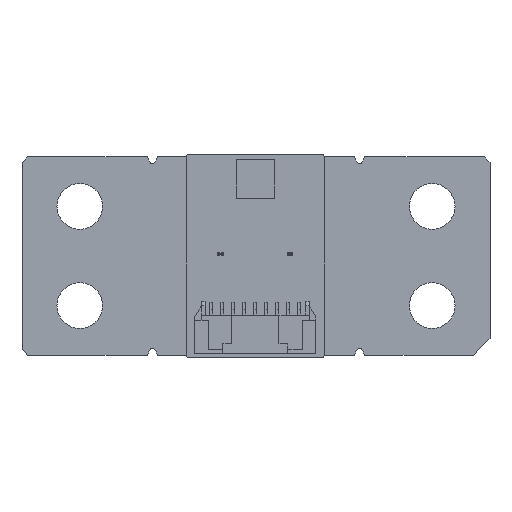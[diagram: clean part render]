
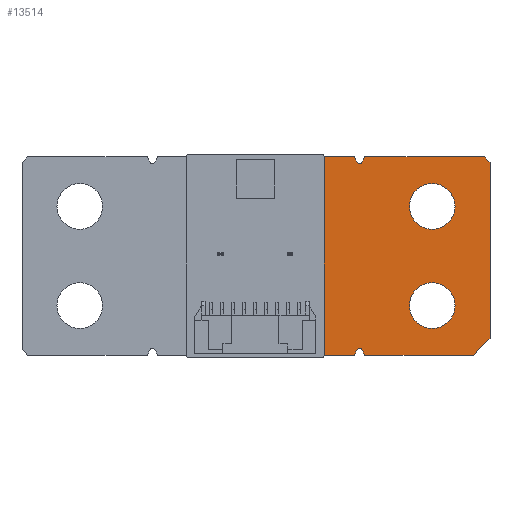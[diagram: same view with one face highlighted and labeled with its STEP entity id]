
A CAD part, top view. The second image highlights one B-rep face of the part: STEP entity #13514.
In plain terms, the highlighted face is planar.
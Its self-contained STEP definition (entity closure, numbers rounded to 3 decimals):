
#41 = DIRECTION ( 'NONE',  ( 0., -1., 0. ) ) ;
#341 = DIRECTION ( 'NONE',  ( 0., -1., 0. ) ) ;
#499 = VECTOR ( 'NONE', #15675, 1000. ) ;
#528 = CARTESIAN_POINT ( 'NONE',  ( 18.361, 3., -35.061 ) ) ;
#670 = CARTESIAN_POINT ( 'NONE',  ( 19.749, 3., 0. ) ) ;
#705 = CARTESIAN_POINT ( 'NONE',  ( 32., 3., -27. ) ) ;
#743 = CARTESIAN_POINT ( 'NONE',  ( 32., 3., -22.85 ) ) ;
#974 = VERTEX_POINT ( 'NONE', #743 ) ;
#1085 = CARTESIAN_POINT ( 'NONE',  ( 42.5, 3., -3. ) ) ;
#1291 = ORIENTED_EDGE ( 'NONE', *, *, #2878, .T. ) ;
#1599 = ORIENTED_EDGE ( 'NONE', *, *, #20178, .F. ) ;
#1634 = EDGE_LOOP ( 'NONE', ( #8170 ) ) ;
#1718 = AXIS2_PLACEMENT_3D ( 'NONE', #5042, #341, #3463 ) ;
#2114 = CARTESIAN_POINT ( 'NONE',  ( 18.361, 3., -0.939 ) ) ;
#2150 = DIRECTION ( 'NONE',  ( -0.477, 0., -0.879 ) ) ;
#2318 = EDGE_CURVE ( 'NONE', #16863, #12867, #9826, .T. ) ;
#2617 = ORIENTED_EDGE ( 'NONE', *, *, #19760, .F. ) ;
#2722 = CARTESIAN_POINT ( 'NONE',  ( 42.5, 3., 0. ) ) ;
#2859 = EDGE_CURVE ( 'NONE', #17503, #20751, #4184, .T. ) ;
#2878 = EDGE_CURVE ( 'NONE', #12836, #17518, #12538, .T. ) ;
#3013 = DIRECTION ( 'NONE',  ( 0., 0., 1. ) ) ;
#3144 = DIRECTION ( 'NONE',  ( 0.477, 0., 0.879 ) ) ;
#3304 = DIRECTION ( 'NONE',  ( -1., 0., 0. ) ) ;
#3463 = DIRECTION ( 'NONE',  ( 0., 0., -1. ) ) ;
#3495 = CARTESIAN_POINT ( 'NONE',  ( 41.5, 3., -36. ) ) ;
#3551 = CIRCLE ( 'NONE', #10356, 4.15 ) ;
#3635 = CARTESIAN_POINT ( 'NONE',  ( 19.239, 3., -35.061 ) ) ;
#3879 = DIRECTION ( 'NONE',  ( -0.707, 0., 0.707 ) ) ;
#3954 = ORIENTED_EDGE ( 'NONE', *, *, #16796, .F. ) ;
#4025 = VERTEX_POINT ( 'NONE', #528 ) ;
#4184 = LINE ( 'NONE', #3495, #16595 ) ;
#5021 = CARTESIAN_POINT ( 'NONE',  ( 0., 3., 0. ) ) ;
#5042 = CARTESIAN_POINT ( 'NONE',  ( 0., 3., 0. ) ) ;
#5103 = EDGE_CURVE ( 'NONE', #17503, #9447, #13074, .T. ) ;
#5448 = DIRECTION ( 'NONE',  ( 0., 0., 1. ) ) ;
#5633 = CARTESIAN_POINT ( 'NONE',  ( 4.1, 3., -36. ) ) ;
#5849 = CIRCLE ( 'NONE', #20434, 4.15 ) ;
#6700 = DIRECTION ( 'NONE',  ( 0., -1., 0. ) ) ;
#7204 = DIRECTION ( 'NONE',  ( 0.477, 0., -0.879 ) ) ;
#7261 = DIRECTION ( 'NONE',  ( 0., 1., 0. ) ) ;
#7548 = VECTOR ( 'NONE', #16445, 1000. ) ;
#7792 = LINE ( 'NONE', #16405, #14101 ) ;
#8084 = CARTESIAN_POINT ( 'NONE',  ( 19.239, 3., -0.939 ) ) ;
#8170 = ORIENTED_EDGE ( 'NONE', *, *, #9472, .F. ) ;
#8216 = CARTESIAN_POINT ( 'NONE',  ( 18.8, 3., -35.3 ) ) ;
#8320 = LINE ( 'NONE', #20139, #16921 ) ;
#8335 = CARTESIAN_POINT ( 'NONE',  ( 18.8, 3., -0.7 ) ) ;
#8368 = ORIENTED_EDGE ( 'NONE', *, *, #14489, .T. ) ;
#8629 = CIRCLE ( 'NONE', #20023, 0.5 ) ;
#8637 = EDGE_CURVE ( 'NONE', #10317, #10459, #11162, .T. ) ;
#8731 = EDGE_LOOP ( 'NONE', ( #3954 ) ) ;
#9154 = VERTEX_POINT ( 'NONE', #12137 ) ;
#9447 = VERTEX_POINT ( 'NONE', #1085 ) ;
#9472 = EDGE_CURVE ( 'NONE', #9154, #9154, #5849, .T. ) ;
#9588 = EDGE_CURVE ( 'NONE', #17518, #13735, #8629, .T. ) ;
#9751 = CARTESIAN_POINT ( 'NONE',  ( 32., 3., -9. ) ) ;
#9762 = LINE ( 'NONE', #15008, #13028 ) ;
#9775 = VECTOR ( 'NONE', #7204, 1000. ) ;
#9826 = LINE ( 'NONE', #14804, #7548 ) ;
#9967 = DIRECTION ( 'NONE',  ( -1., 0., 0. ) ) ;
#10317 = VERTEX_POINT ( 'NONE', #5633 ) ;
#10356 = AXIS2_PLACEMENT_3D ( 'NONE', #705, #7261, #13812 ) ;
#10429 = VECTOR ( 'NONE', #3144, 1000. ) ;
#10459 = VERTEX_POINT ( 'NONE', #11349 ) ;
#11162 = LINE ( 'NONE', #17094, #499 ) ;
#11232 = EDGE_CURVE ( 'NONE', #12867, #4025, #15280, .T. ) ;
#11254 = EDGE_CURVE ( 'NONE', #12836, #12526, #13509, .T. ) ;
#11349 = CARTESIAN_POINT ( 'NONE',  ( 17.851, 3., -36. ) ) ;
#11354 = DIRECTION ( 'NONE',  ( 0., 1., 0. ) ) ;
#11600 = ORIENTED_EDGE ( 'NONE', *, *, #9588, .T. ) ;
#11620 = CARTESIAN_POINT ( 'NONE',  ( 18.361, 3., -0.939 ) ) ;
#11621 = VECTOR ( 'NONE', #14503, 1000. ) ;
#11624 = CARTESIAN_POINT ( 'NONE',  ( 42.5, 3., -35. ) ) ;
#11688 = DIRECTION ( 'NONE',  ( 0., 0., -1. ) ) ;
#11797 = VECTOR ( 'NONE', #3013, 1000. ) ;
#12137 = CARTESIAN_POINT ( 'NONE',  ( 32., 3., -4.85 ) ) ;
#12176 = EDGE_CURVE ( 'NONE', #13735, #19196, #14707, .T. ) ;
#12295 = VERTEX_POINT ( 'NONE', #14282 ) ;
#12526 = VERTEX_POINT ( 'NONE', #16749 ) ;
#12538 = LINE ( 'NONE', #11620, #9775 ) ;
#12570 = ORIENTED_EDGE ( 'NONE', *, *, #11254, .F. ) ;
#12836 = VERTEX_POINT ( 'NONE', #16062 ) ;
#12867 = VERTEX_POINT ( 'NONE', #3635 ) ;
#12906 = ORIENTED_EDGE ( 'NONE', *, *, #8637, .F. ) ;
#13028 = VECTOR ( 'NONE', #2150, 1000. ) ;
#13074 = LINE ( 'NONE', #2722, #11797 ) ;
#13240 = VECTOR ( 'NONE', #3304, 1000. ) ;
#13509 = LINE ( 'NONE', #5021, #13240 ) ;
#13514 = ADVANCED_FACE ( 'NONE', ( #17953, #18964, #19724 ), #16505, .F. ) ;
#13517 = CARTESIAN_POINT ( 'NONE',  ( 4.1, 3., 0. ) ) ;
#13735 = VERTEX_POINT ( 'NONE', #18700 ) ;
#13812 = DIRECTION ( 'NONE',  ( 0., 0., 1. ) ) ;
#13878 = ORIENTED_EDGE ( 'NONE', *, *, #5103, .F. ) ;
#13882 = ORIENTED_EDGE ( 'NONE', *, *, #2318, .T. ) ;
#14000 = EDGE_LOOP ( 'NONE', ( #12906, #14091, #12570, #1291, #11600, #17794, #1599, #2617, #13878, #19926, #17993, #13882, #20131, #8368 ) ) ;
#14040 = LINE ( 'NONE', #13517, #20942 ) ;
#14091 = ORIENTED_EDGE ( 'NONE', *, *, #14481, .T. ) ;
#14101 = VECTOR ( 'NONE', #9967, 1000. ) ;
#14282 = CARTESIAN_POINT ( 'NONE',  ( 39.5, 3., 0. ) ) ;
#14481 = EDGE_CURVE ( 'NONE', #10317, #12526, #14040, .T. ) ;
#14489 = EDGE_CURVE ( 'NONE', #4025, #10459, #9762, .T. ) ;
#14503 = DIRECTION ( 'NONE',  ( 1., 0., 0. ) ) ;
#14659 = LINE ( 'NONE', #14790, #11621 ) ;
#14707 = LINE ( 'NONE', #8084, #10429 ) ;
#14790 = CARTESIAN_POINT ( 'NONE',  ( 0., 3., -36. ) ) ;
#14804 = CARTESIAN_POINT ( 'NONE',  ( 19.239, 3., -35.061 ) ) ;
#15008 = CARTESIAN_POINT ( 'NONE',  ( 18.361, 3., -35.061 ) ) ;
#15280 = CIRCLE ( 'NONE', #18153, 0.5 ) ;
#15675 = DIRECTION ( 'NONE',  ( 1., 0., 0. ) ) ;
#16062 = CARTESIAN_POINT ( 'NONE',  ( 17.851, 3., 0. ) ) ;
#16405 = CARTESIAN_POINT ( 'NONE',  ( 0., 3., 0. ) ) ;
#16445 = DIRECTION ( 'NONE',  ( -0.477, 0., 0.879 ) ) ;
#16505 = PLANE ( 'NONE',  #1718 ) ;
#16595 = VECTOR ( 'NONE', #16818, 1000. ) ;
#16749 = CARTESIAN_POINT ( 'NONE',  ( 4.1, 3., 0. ) ) ;
#16796 = EDGE_CURVE ( 'NONE', #974, #974, #3551, .T. ) ;
#16818 = DIRECTION ( 'NONE',  ( -0.707, 0., -0.707 ) ) ;
#16863 = VERTEX_POINT ( 'NONE', #20029 ) ;
#16921 = VECTOR ( 'NONE', #3879, 1000. ) ;
#17094 = CARTESIAN_POINT ( 'NONE',  ( 0., 3., -36. ) ) ;
#17503 = VERTEX_POINT ( 'NONE', #11624 ) ;
#17518 = VERTEX_POINT ( 'NONE', #2114 ) ;
#17794 = ORIENTED_EDGE ( 'NONE', *, *, #12176, .T. ) ;
#17895 = DIRECTION ( 'NONE',  ( 0., 0., 1. ) ) ;
#17953 = FACE_OUTER_BOUND ( 'NONE', #14000, .T. ) ;
#17993 = ORIENTED_EDGE ( 'NONE', *, *, #20888, .F. ) ;
#18153 = AXIS2_PLACEMENT_3D ( 'NONE', #8216, #41, #19621 ) ;
#18700 = CARTESIAN_POINT ( 'NONE',  ( 19.239, 3., -0.939 ) ) ;
#18964 = FACE_BOUND ( 'NONE', #8731, .T. ) ;
#18998 = CARTESIAN_POINT ( 'NONE',  ( 41.5, 3., -36. ) ) ;
#19196 = VERTEX_POINT ( 'NONE', #670 ) ;
#19621 = DIRECTION ( 'NONE',  ( 0., 0., -1. ) ) ;
#19724 = FACE_BOUND ( 'NONE', #1634, .T. ) ;
#19760 = EDGE_CURVE ( 'NONE', #9447, #12295, #8320, .T. ) ;
#19926 = ORIENTED_EDGE ( 'NONE', *, *, #2859, .T. ) ;
#20023 = AXIS2_PLACEMENT_3D ( 'NONE', #8335, #6700, #11688 ) ;
#20029 = CARTESIAN_POINT ( 'NONE',  ( 19.749, 3., -36. ) ) ;
#20131 = ORIENTED_EDGE ( 'NONE', *, *, #11232, .T. ) ;
#20139 = CARTESIAN_POINT ( 'NONE',  ( 42.5, 3., -3. ) ) ;
#20178 = EDGE_CURVE ( 'NONE', #12295, #19196, #7792, .T. ) ;
#20434 = AXIS2_PLACEMENT_3D ( 'NONE', #9751, #11354, #17895 ) ;
#20751 = VERTEX_POINT ( 'NONE', #18998 ) ;
#20888 = EDGE_CURVE ( 'NONE', #16863, #20751, #14659, .T. ) ;
#20942 = VECTOR ( 'NONE', #5448, 1000. ) ;
